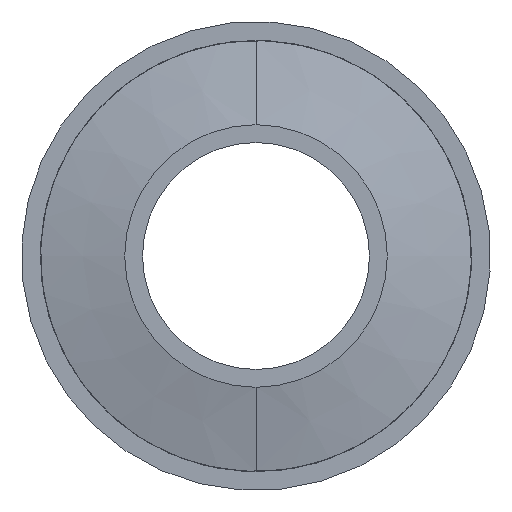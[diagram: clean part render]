
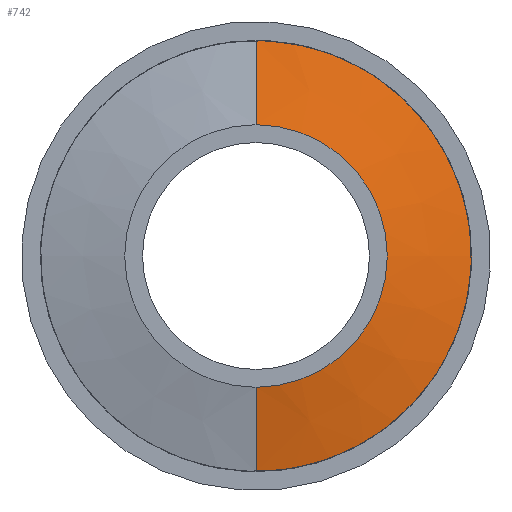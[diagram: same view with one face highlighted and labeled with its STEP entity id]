
A CAD part, front view. The second image highlights one B-rep face of the part: STEP entity #742.
In plain terms, the highlighted conical face has half-angle 77.471 degrees and reference radius 11.5 mm.
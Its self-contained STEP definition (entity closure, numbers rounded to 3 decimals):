
#40 = DIRECTION ( 'NONE',  ( 0., 0., 1. ) ) ;
#41 = CARTESIAN_POINT ( 'NONE',  ( 0., -3., 0. ) ) ;
#42 = DIRECTION ( 'NONE',  ( 0., 1., 0. ) ) ;
#212 = EDGE_CURVE ( 'NONE', #415, #416, #256, .T. ) ;
#213 = EDGE_CURVE ( 'NONE', #414, #415, #761, .T. ) ;
#214 = EDGE_CURVE ( 'NONE', #417, #416, #773, .T. ) ;
#215 = EDGE_CURVE ( 'NONE', #414, #417, #249, .T. ) ;
#249 = LINE ( 'NONE', #504, #912 ) ;
#256 = LINE ( 'NONE', #501, #760 ) ;
#285 = FACE_OUTER_BOUND ( 'NONE', #377, .T. ) ;
#377 = EDGE_LOOP ( 'NONE', ( #965, #962, #963, #961 ) ) ;
#414 = VERTEX_POINT ( 'NONE', #546 ) ;
#415 = VERTEX_POINT ( 'NONE', #556 ) ;
#416 = VERTEX_POINT ( 'NONE', #557 ) ;
#417 = VERTEX_POINT ( 'NONE', #547 ) ;
#497 = CARTESIAN_POINT ( 'NONE',  ( 0., -4., 0. ) ) ;
#498 = DIRECTION ( 'NONE',  ( 0., 1., 0. ) ) ;
#499 = DIRECTION ( 'NONE',  ( 0., 0., 1. ) ) ;
#501 = CARTESIAN_POINT ( 'NONE',  ( 0., -3., -11.5 ) ) ;
#502 = DIRECTION ( 'NONE',  ( 0., 0.217, -0.976 ) ) ;
#504 = CARTESIAN_POINT ( 'NONE',  ( 0., -3., 11.5 ) ) ;
#505 = DIRECTION ( 'NONE',  ( 0., 0.217, 0.976 ) ) ;
#506 = DIRECTION ( 'NONE',  ( 0., 1., 0. ) ) ;
#508 = DIRECTION ( 'NONE',  ( 0., 0., 1. ) ) ;
#509 = CARTESIAN_POINT ( 'NONE',  ( 0., -3., 0. ) ) ;
#546 = CARTESIAN_POINT ( 'NONE',  ( 0., -4., 7. ) ) ;
#547 = CARTESIAN_POINT ( 'NONE',  ( 0., -3., 11.5 ) ) ;
#556 = CARTESIAN_POINT ( 'NONE',  ( 0., -4., -7. ) ) ;
#557 = CARTESIAN_POINT ( 'NONE',  ( 0., -3., -11.5 ) ) ;
#742 = ADVANCED_FACE ( 'NONE', ( #285 ), #826, .T. ) ;
#753 = AXIS2_PLACEMENT_3D ( 'NONE', #509, #506, #508 ) ;
#759 = AXIS2_PLACEMENT_3D ( 'NONE', #497, #498, #499 ) ;
#760 = VECTOR ( 'NONE', #502, 1000. ) ;
#761 = CIRCLE ( 'NONE', #759, 7. ) ;
#773 = CIRCLE ( 'NONE', #753, 11.5 ) ;
#826 = CONICAL_SURFACE ( 'NONE', #831, 11.5, 1.352 ) ;
#831 = AXIS2_PLACEMENT_3D ( 'NONE', #41, #42, #40 ) ;
#912 = VECTOR ( 'NONE', #505, 1000. ) ;
#961 = ORIENTED_EDGE ( 'NONE', *, *, #215, .F. ) ;
#962 = ORIENTED_EDGE ( 'NONE', *, *, #212, .T. ) ;
#963 = ORIENTED_EDGE ( 'NONE', *, *, #214, .F. ) ;
#965 = ORIENTED_EDGE ( 'NONE', *, *, #213, .T. ) ;
